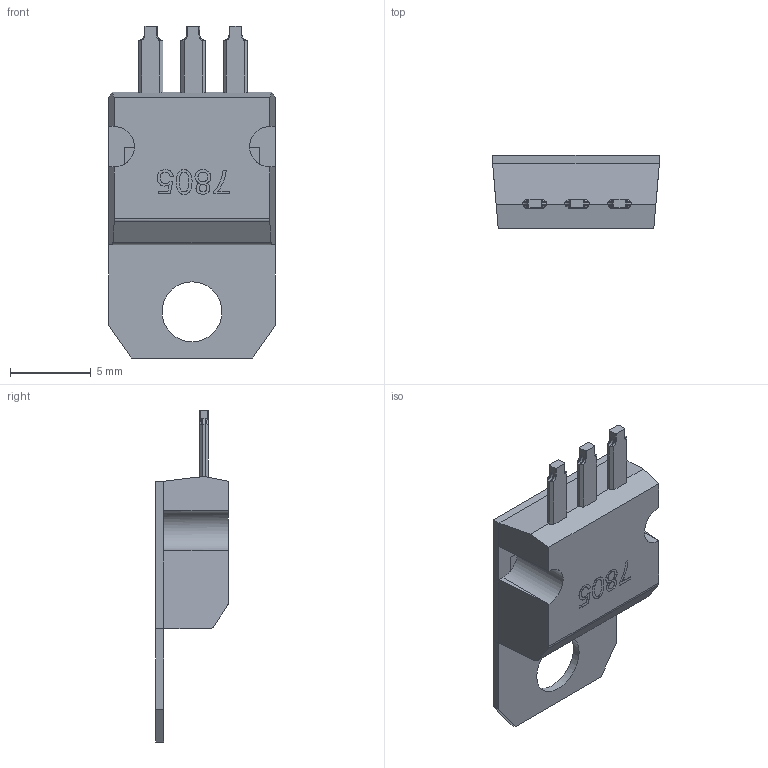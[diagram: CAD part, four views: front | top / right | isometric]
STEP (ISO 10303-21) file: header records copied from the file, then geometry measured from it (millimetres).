
FILE_DESCRIPTION(/* description */ (''),/* implementation_level */ '2;1');
FILE_NAME(/* name */ '7805.step',/* time_stamp */ '2024-10-20T15:21:06+09:00',/* author */ (''),/* organization */ (''),/* preprocessor_version */ 'ST-DEVELOPER v20',/* originating_system */ 'Autodesk Translation Framework v13.20.0.188',/* authorisation */ '');
FILE_SCHEMA (('AUTOMOTIVE_DESIGN { 1 0 10303 214 3 1 1 }'));
Length unit declared in the file: millimetre
Products named in the file (1): LD33V3
Bounding box: 10.3 x 4.5 x 20.5 mm (x, y, z)
Volume: 422.3 mm3; surface area: 653.9 mm2
Topology: 2 solids, 2 shells, 220 faces, 589 edges, 376 vertices
Faces by surface type: bspline 110, plane 87, cylinder 23
Full cylindrical faces by diameter (mm): 3.7 x1
Entity records: 8574 total; most frequent: CARTESIAN_POINT 3625, ORIENTED_EDGE 1178, DIRECTION 719, EDGE_CURVE 589, VERTEX_POINT 376, LINE 331, VECTOR 331, EDGE_LOOP 229
